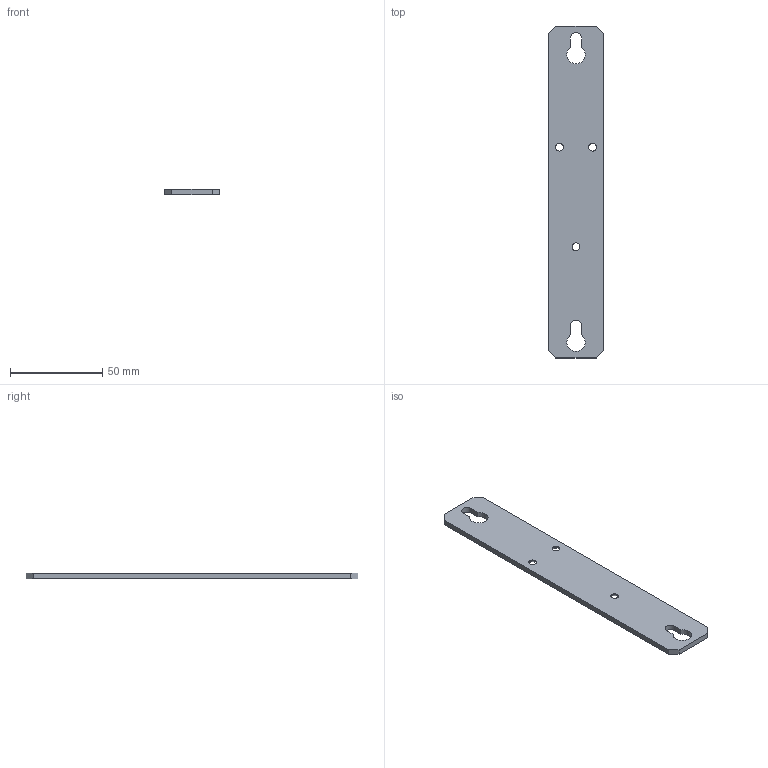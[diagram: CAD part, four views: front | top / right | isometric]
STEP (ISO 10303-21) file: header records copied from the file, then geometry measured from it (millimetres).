
FILE_DESCRIPTION(('CATIA V5R24 STEP','CAx-IF Rec.Pracs.--- Model Styling and Organization---1.2---2011-12-15'),'2;1');
FILE_NAME ('12658252_2', '2018-03-13T13:20:24+00:00', ('Weidmueller Interface'), ('Weidmueller'), 'CATIA Version 5-6 Release 2014 SP4', 'CATIA V5 STEP AP214', 'none');
FILE_SCHEMA(('AUTOMOTIVE_DESIGN { 1 0 10303 214 1 1 1 1 }'));
Length unit declared in the file: millimetre
Products named in the file (1): 1461870000
Bounding box: 30 x 180 x 3 mm (x, y, z)
Volume: 15110.3 mm3; surface area: 11762.4 mm2
Topology: 1 solids, 1 shells, 30 faces, 78 edges, 50 vertices
Faces by surface type: plane 14, cylinder 10, cone 6
Entity records: 933 total; most frequent: ORIENTED_EDGE 156, CARTESIAN_POINT 151, DIRECTION 122, EDGE_CURVE 78, VECTOR 52, LINE 52, VERTEX_POINT 50, AXIS2_PLACEMENT_3D 49
